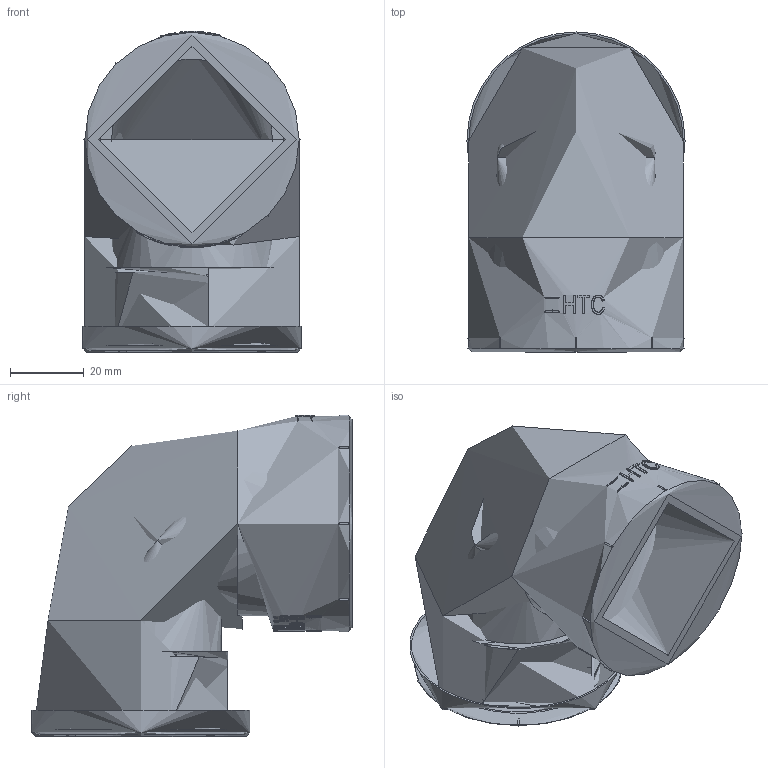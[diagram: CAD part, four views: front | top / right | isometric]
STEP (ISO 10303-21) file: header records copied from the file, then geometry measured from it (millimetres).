
FILE_DESCRIPTION(/* description */ (''),/* implementation_level */ '2;1');
FILE_NAME(/* name */ 'Z6C050050+铁圈.stp',/* time_stamp */ '2025-03-24T09:41:04+08:00',/* author */ (''),/* organization */ (''),/* preprocessor_version */ 'ST-DEVELOPER v16',/* originating_system */ 'SIEMENS PLM Software NX 10.0',/* authorisation */ '');
FILE_SCHEMA (('AUTOMOTIVE_DESIGN { 1 0 10303 214 3 1 1 1 }'));
Length unit declared in the file: millimetre
Products named in the file (1): gelv16D465C6lpc0
Bounding box: 59 x 86.65 x 86.9 mm (x, y, z)
Volume: 1029.9 mm3; surface area: 42396.4 mm2
Topology: 1 solids, 2 shells, 1890 faces, 5497 edges, 3636 vertices
Faces by surface type: bspline 1621, plane 140, cylinder 91, sphere 32, torus 5, cone 1
Full cylindrical faces by diameter (mm): 43.499 x2, 47.803 x9, 49 x1, 50 x1, 58 x3, 59 x1
Entity records: 105681 total; most frequent: CARTESIAN_POINT 59497, ORIENTED_EDGE 10822, DIRECTION 9252, EDGE_CURVE 5411, AXIS2_PLACEMENT_3D 3692, VERTEX_POINT 3609, ELLIPSE 3199, EDGE_LOOP 1962
